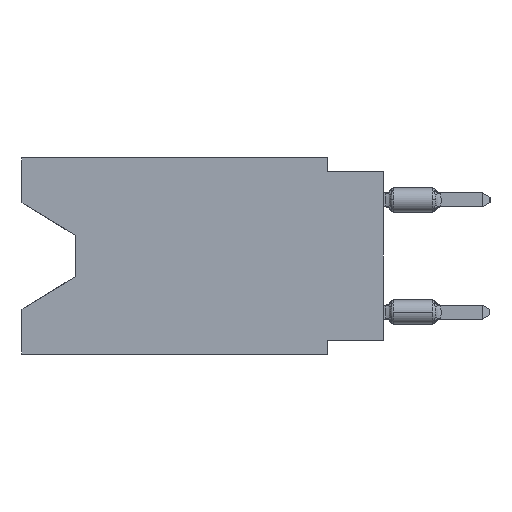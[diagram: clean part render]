
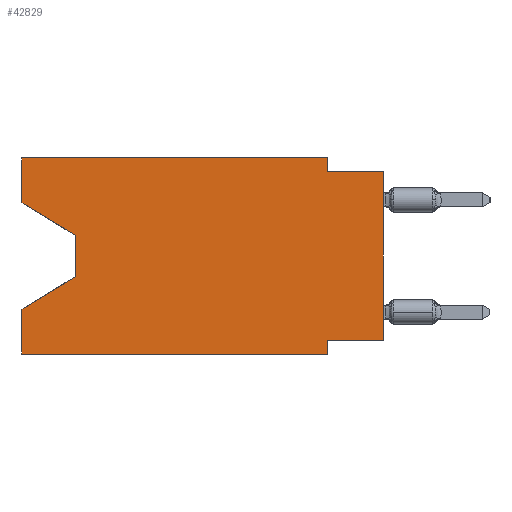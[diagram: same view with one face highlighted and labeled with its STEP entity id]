
A CAD part, left-side view. The second image highlights one B-rep face of the part: STEP entity #42829.
In plain terms, the highlighted planar face has unit normal (-1, 0, 0).
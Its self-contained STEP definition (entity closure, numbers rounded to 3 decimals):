
#599 = VERTEX_POINT ( 'NONE', #28531 ) ;
#1022 = CARTESIAN_POINT ( 'NONE',  ( 0., 0., -0.635 ) ) ;
#1139 = EDGE_CURVE ( 'NONE', #599, #35092, #35471, .T. ) ;
#2092 = CARTESIAN_POINT ( 'NONE',  ( 0., 13.97, -3.505 ) ) ;
#2271 = VERTEX_POINT ( 'NONE', #16920 ) ;
#3090 = VECTOR ( 'NONE', #17758, 1000. ) ;
#3400 = EDGE_CURVE ( 'NONE', #21960, #16276, #32836, .T. ) ;
#3439 = LINE ( 'NONE', #11147, #42401 ) ;
#3924 = VERTEX_POINT ( 'NONE', #44298 ) ;
#4148 = VERTEX_POINT ( 'NONE', #11003 ) ;
#4744 = CARTESIAN_POINT ( 'NONE',  ( 0., 16.383, 0. ) ) ;
#4788 = LINE ( 'NONE', #42861, #16697 ) ;
#5033 = DIRECTION ( 'NONE',  ( 0., 0., -1. ) ) ;
#5072 = ORIENTED_EDGE ( 'NONE', *, *, #29464, .T. ) ;
#5091 = LINE ( 'NONE', #20182, #24981 ) ;
#5161 = EDGE_CURVE ( 'NONE', #16276, #3924, #11619, .T. ) ;
#5506 = VERTEX_POINT ( 'NONE', #22189 ) ;
#5950 = ORIENTED_EDGE ( 'NONE', *, *, #25610, .F. ) ;
#6076 = VECTOR ( 'NONE', #8812, 1000. ) ;
#6187 = VERTEX_POINT ( 'NONE', #6911 ) ;
#6335 = EDGE_CURVE ( 'NONE', #32474, #6187, #5091, .T. ) ;
#6900 = CARTESIAN_POINT ( 'NONE',  ( 0., 13.97, -5.385 ) ) ;
#6911 = CARTESIAN_POINT ( 'NONE',  ( 0., 2.54, -8.89 ) ) ;
#7118 = AXIS2_PLACEMENT_3D ( 'NONE', #39642, #42613, #7966 ) ;
#7514 = CARTESIAN_POINT ( 'NONE',  ( 0., 16.383, 0. ) ) ;
#7679 = ORIENTED_EDGE ( 'NONE', *, *, #31481, .F. ) ;
#7966 = DIRECTION ( 'NONE',  ( 0., 0., -1. ) ) ;
#8217 = CARTESIAN_POINT ( 'NONE',  ( 0., 13.97, -3.505 ) ) ;
#8733 = EDGE_CURVE ( 'NONE', #2271, #599, #28243, .T. ) ;
#8812 = DIRECTION ( 'NONE',  ( 0., -0.855, -0.519 ) ) ;
#10050 = EDGE_LOOP ( 'NONE', ( #20535, #15322, #22496, #5950, #5072, #31753, #7679, #24164, #35686, #18820, #13842, #26323 ) ) ;
#10456 = DIRECTION ( 'NONE',  ( 0., 1., 0. ) ) ;
#11003 = CARTESIAN_POINT ( 'NONE',  ( 0., 0., -8.255 ) ) ;
#11147 = CARTESIAN_POINT ( 'NONE',  ( 0., 0., -8.255 ) ) ;
#11203 = LINE ( 'NONE', #6900, #29767 ) ;
#11619 = LINE ( 'NONE', #8217, #13413 ) ;
#12790 = CARTESIAN_POINT ( 'NONE',  ( 0., 16.383, -8.89 ) ) ;
#13413 = VECTOR ( 'NONE', #5033, 1000. ) ;
#13842 = ORIENTED_EDGE ( 'NONE', *, *, #23110, .F. ) ;
#14665 = CARTESIAN_POINT ( 'NONE',  ( 0., 2.54, -8.255 ) ) ;
#14946 = LINE ( 'NONE', #4744, #22306 ) ;
#15322 = ORIENTED_EDGE ( 'NONE', *, *, #5161, .T. ) ;
#15844 = FACE_OUTER_BOUND ( 'NONE', #10050, .T. ) ;
#16276 = VERTEX_POINT ( 'NONE', #2092 ) ;
#16697 = VECTOR ( 'NONE', #32450, 1000. ) ;
#16920 = CARTESIAN_POINT ( 'NONE',  ( 0., 2.54, 0. ) ) ;
#17110 = EDGE_CURVE ( 'NONE', #21960, #37421, #4788, .T. ) ;
#17415 = VECTOR ( 'NONE', #26863, 1000. ) ;
#17758 = DIRECTION ( 'NONE',  ( 0., -1., 0. ) ) ;
#17802 = EDGE_CURVE ( 'NONE', #3924, #5506, #11203, .T. ) ;
#18820 = ORIENTED_EDGE ( 'NONE', *, *, #8733, .F. ) ;
#20182 = CARTESIAN_POINT ( 'NONE',  ( 0., 2.54, -8.89 ) ) ;
#20535 = ORIENTED_EDGE ( 'NONE', *, *, #3400, .T. ) ;
#20839 = EDGE_CURVE ( 'NONE', #4148, #35092, #33650, .T. ) ;
#21960 = VERTEX_POINT ( 'NONE', #36398 ) ;
#22189 = CARTESIAN_POINT ( 'NONE',  ( 0., 16.383, -6.852 ) ) ;
#22306 = VECTOR ( 'NONE', #32410, 1000. ) ;
#22496 = ORIENTED_EDGE ( 'NONE', *, *, #17802, .T. ) ;
#22957 = VECTOR ( 'NONE', #38662, 1000. ) ;
#23110 = EDGE_CURVE ( 'NONE', #37421, #2271, #14946, .T. ) ;
#23909 = CARTESIAN_POINT ( 'NONE',  ( 0., 0., 0. ) ) ;
#24164 = ORIENTED_EDGE ( 'NONE', *, *, #20839, .T. ) ;
#24848 = CARTESIAN_POINT ( 'NONE',  ( 0., 2.54, 0. ) ) ;
#24981 = VECTOR ( 'NONE', #40570, 1000. ) ;
#25474 = VERTEX_POINT ( 'NONE', #37199 ) ;
#25610 = EDGE_CURVE ( 'NONE', #25474, #5506, #29239, .T. ) ;
#25827 = PLANE ( 'NONE',  #7118 ) ;
#26323 = ORIENTED_EDGE ( 'NONE', *, *, #17110, .F. ) ;
#26863 = DIRECTION ( 'NONE',  ( 0., 0., 1. ) ) ;
#27623 = CARTESIAN_POINT ( 'NONE',  ( 0., 16.383, 0. ) ) ;
#28209 = DIRECTION ( 'NONE',  ( 0., 0.855, -0.519 ) ) ;
#28243 = LINE ( 'NONE', #24848, #22957 ) ;
#28531 = CARTESIAN_POINT ( 'NONE',  ( 0., 2.54, -0.635 ) ) ;
#29239 = LINE ( 'NONE', #7514, #42443 ) ;
#29464 = EDGE_CURVE ( 'NONE', #25474, #6187, #30255, .T. ) ;
#29767 = VECTOR ( 'NONE', #28209, 1000. ) ;
#30255 = LINE ( 'NONE', #12790, #33935 ) ;
#31481 = EDGE_CURVE ( 'NONE', #4148, #32474, #3439, .T. ) ;
#31753 = ORIENTED_EDGE ( 'NONE', *, *, #6335, .F. ) ;
#32206 = DIRECTION ( 'NONE',  ( 0., 0., 1. ) ) ;
#32410 = DIRECTION ( 'NONE',  ( 0., -1., 0. ) ) ;
#32450 = DIRECTION ( 'NONE',  ( 0., 0., 1. ) ) ;
#32474 = VERTEX_POINT ( 'NONE', #14665 ) ;
#32836 = LINE ( 'NONE', #43234, #6076 ) ;
#33650 = LINE ( 'NONE', #23909, #17415 ) ;
#33935 = VECTOR ( 'NONE', #43818, 1000. ) ;
#35092 = VERTEX_POINT ( 'NONE', #43127 ) ;
#35471 = LINE ( 'NONE', #1022, #3090 ) ;
#35686 = ORIENTED_EDGE ( 'NONE', *, *, #1139, .F. ) ;
#36398 = CARTESIAN_POINT ( 'NONE',  ( 0., 16.383, -2.038 ) ) ;
#37199 = CARTESIAN_POINT ( 'NONE',  ( 0., 16.383, -8.89 ) ) ;
#37421 = VERTEX_POINT ( 'NONE', #27623 ) ;
#38662 = DIRECTION ( 'NONE',  ( 0., 0., -1. ) ) ;
#39642 = CARTESIAN_POINT ( 'NONE',  ( 0., 16.383, 0. ) ) ;
#40570 = DIRECTION ( 'NONE',  ( 0., 0., -1. ) ) ;
#42401 = VECTOR ( 'NONE', #10456, 1000. ) ;
#42443 = VECTOR ( 'NONE', #32206, 1000. ) ;
#42613 = DIRECTION ( 'NONE',  ( 1., 0., 0. ) ) ;
#42829 = ADVANCED_FACE ( 'NONE', ( #15844 ), #25827, .F. ) ;
#42861 = CARTESIAN_POINT ( 'NONE',  ( 0., 16.383, 0. ) ) ;
#43127 = CARTESIAN_POINT ( 'NONE',  ( 0., 0., -0.635 ) ) ;
#43234 = CARTESIAN_POINT ( 'NONE',  ( 0., 16.383, -2.038 ) ) ;
#43818 = DIRECTION ( 'NONE',  ( 0., -1., 0. ) ) ;
#44298 = CARTESIAN_POINT ( 'NONE',  ( 0., 13.97, -5.385 ) ) ;
